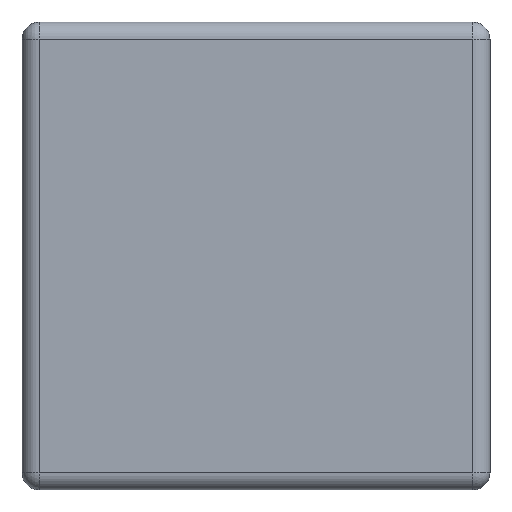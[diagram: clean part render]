
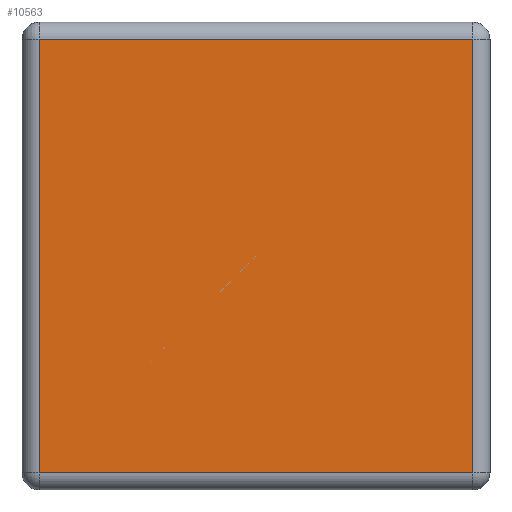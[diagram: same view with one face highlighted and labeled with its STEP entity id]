
A CAD part, left-side view. The second image highlights one B-rep face of the part: STEP entity #10563.
In plain terms, the highlighted planar face has unit normal (-1, 0, 0).
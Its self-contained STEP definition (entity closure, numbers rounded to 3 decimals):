
#859 = CARTESIAN_POINT ( 'NONE',  ( -0.8, -0.41, 0.02 ) ) ;
#867 = ORIENTED_EDGE ( 'NONE', *, *, #8533, .T. ) ;
#882 = ORIENTED_EDGE ( 'NONE', *, *, #3424, .T. ) ;
#1007 = VECTOR ( 'NONE', #1766, 1000. ) ;
#1019 = EDGE_LOOP ( 'NONE', ( #867, #882, #7483, #2641 ) ) ;
#1766 = DIRECTION ( 'NONE',  ( 0., -1., 0. ) ) ;
#1892 = EDGE_CURVE ( 'NONE', #10583, #7879, #10371, .T. ) ;
#2035 = CARTESIAN_POINT ( 'NONE',  ( -0.8, -0.38, 0.81 ) ) ;
#2100 = CARTESIAN_POINT ( 'NONE',  ( -0.8, 0., 0. ) ) ;
#2641 = ORIENTED_EDGE ( 'NONE', *, *, #7825, .T. ) ;
#2968 = DIRECTION ( 'NONE',  ( 0., -1., 0. ) ) ;
#3184 = CARTESIAN_POINT ( 'NONE',  ( -0.8, 0.38, 0.02 ) ) ;
#3424 = EDGE_CURVE ( 'NONE', #7644, #10583, #6947, .T. ) ;
#3485 = LINE ( 'NONE', #10803, #8045 ) ;
#5526 = DIRECTION ( 'NONE',  ( 0., 0., -1. ) ) ;
#5918 = VECTOR ( 'NONE', #7160, 1000. ) ;
#6044 = AXIS2_PLACEMENT_3D ( 'NONE', #2100, #8105, #2968 ) ;
#6541 = DIRECTION ( 'NONE',  ( 0., 1., 0. ) ) ;
#6947 = LINE ( 'NONE', #2035, #5918 ) ;
#7160 = DIRECTION ( 'NONE',  ( 0., 0., 1. ) ) ;
#7483 = ORIENTED_EDGE ( 'NONE', *, *, #1892, .T. ) ;
#7644 = VERTEX_POINT ( 'NONE', #7870 ) ;
#7825 = EDGE_CURVE ( 'NONE', #7879, #9502, #3485, .T. ) ;
#7865 = LINE ( 'NONE', #859, #1007 ) ;
#7870 = CARTESIAN_POINT ( 'NONE',  ( -0.8, -0.38, 0.02 ) ) ;
#7879 = VERTEX_POINT ( 'NONE', #10122 ) ;
#8045 = VECTOR ( 'NONE', #5526, 1000. ) ;
#8105 = DIRECTION ( 'NONE',  ( -1., 0., 0. ) ) ;
#8533 = EDGE_CURVE ( 'NONE', #9502, #7644, #7865, .T. ) ;
#9502 = VERTEX_POINT ( 'NONE', #3184 ) ;
#9805 = PLANE ( 'NONE',  #6044 ) ;
#9917 = CARTESIAN_POINT ( 'NONE',  ( -0.8, -0.38, 0.78 ) ) ;
#10006 = FACE_OUTER_BOUND ( 'NONE', #1019, .T. ) ;
#10098 = VECTOR ( 'NONE', #6541, 1000. ) ;
#10122 = CARTESIAN_POINT ( 'NONE',  ( -0.8, 0.38, 0.78 ) ) ;
#10371 = LINE ( 'NONE', #10882, #10098 ) ;
#10563 = ADVANCED_FACE ( 'NONE', ( #10006 ), #9805, .T. ) ;
#10583 = VERTEX_POINT ( 'NONE', #9917 ) ;
#10803 = CARTESIAN_POINT ( 'NONE',  ( -0.8, 0.38, -0.01 ) ) ;
#10882 = CARTESIAN_POINT ( 'NONE',  ( -0.8, 0.41, 0.78 ) ) ;
